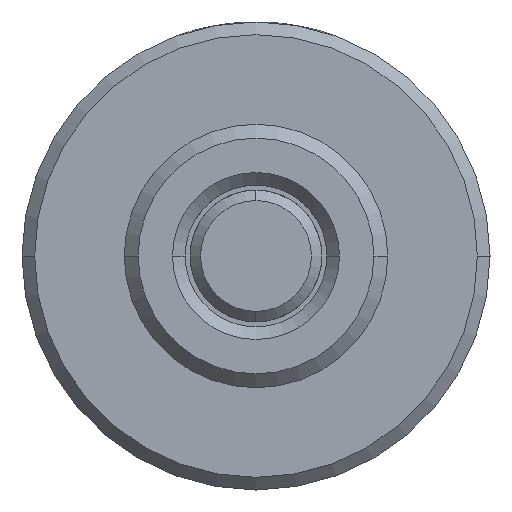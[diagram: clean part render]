
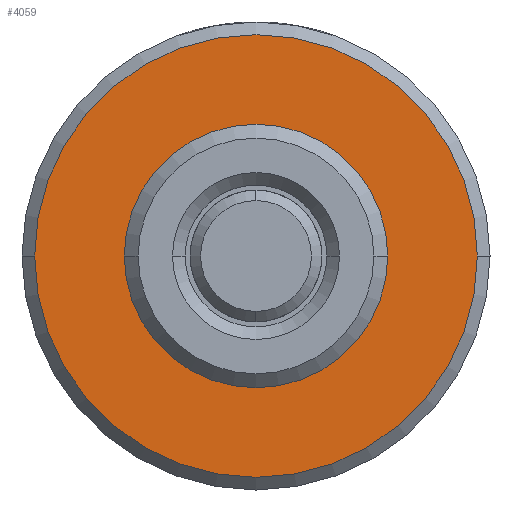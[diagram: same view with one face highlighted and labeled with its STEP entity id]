
A CAD part, left-side view. The second image highlights one B-rep face of the part: STEP entity #4059.
In plain terms, the highlighted planar face has unit normal (-1, 0, 0).
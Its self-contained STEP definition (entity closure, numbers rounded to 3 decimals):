
#202 = VERTEX_POINT ( 'NONE', #2887 ) ;
#213 = ORIENTED_EDGE ( 'NONE', *, *, #935, .F. ) ;
#276 = CARTESIAN_POINT ( 'NONE',  ( 12.7, 0., 0. ) ) ;
#327 = VERTEX_POINT ( 'NONE', #4561 ) ;
#404 = CIRCLE ( 'NONE', #4460, 13.335 ) ;
#718 = FACE_OUTER_BOUND ( 'NONE', #3589, .T. ) ;
#842 = AXIS2_PLACEMENT_3D ( 'NONE', #4948, #4590, #4162 ) ;
#892 = CARTESIAN_POINT ( 'NONE',  ( 12.7, 0., 0. ) ) ;
#935 = EDGE_CURVE ( 'NONE', #202, #327, #1530, .T. ) ;
#1131 = CARTESIAN_POINT ( 'NONE',  ( 12.7, 0., 0. ) ) ;
#1234 = CARTESIAN_POINT ( 'NONE',  ( 12.7, 0., -7.906 ) ) ;
#1370 = CARTESIAN_POINT ( 'NONE',  ( 12.7, 0., 7.906 ) ) ;
#1407 = VERTEX_POINT ( 'NONE', #1234 ) ;
#1464 = DIRECTION ( 'NONE',  ( 0., 0., -1. ) ) ;
#1530 = CIRCLE ( 'NONE', #842, 13.335 ) ;
#1559 = CARTESIAN_POINT ( 'NONE',  ( 12.7, 0., 0. ) ) ;
#1621 = AXIS2_PLACEMENT_3D ( 'NONE', #1559, #2376, #1934 ) ;
#1893 = DIRECTION ( 'NONE',  ( 1., 0., 0. ) ) ;
#1934 = DIRECTION ( 'NONE',  ( 0., 0., -1. ) ) ;
#1989 = CIRCLE ( 'NONE', #2520, 7.906 ) ;
#2015 = EDGE_LOOP ( 'NONE', ( #2351, #3468 ) ) ;
#2064 = VERTEX_POINT ( 'NONE', #1370 ) ;
#2162 = AXIS2_PLACEMENT_3D ( 'NONE', #1131, #5295, #3654 ) ;
#2208 = ORIENTED_EDGE ( 'NONE', *, *, #2970, .F. ) ;
#2316 = EDGE_CURVE ( 'NONE', #1407, #2064, #2689, .T. ) ;
#2351 = ORIENTED_EDGE ( 'NONE', *, *, #2316, .T. ) ;
#2376 = DIRECTION ( 'NONE',  ( 1., 0., 0. ) ) ;
#2520 = AXIS2_PLACEMENT_3D ( 'NONE', #892, #4154, #2955 ) ;
#2539 = EDGE_CURVE ( 'NONE', #2064, #1407, #1989, .T. ) ;
#2689 = CIRCLE ( 'NONE', #2162, 7.906 ) ;
#2760 = PLANE ( 'NONE',  #1621 ) ;
#2887 = CARTESIAN_POINT ( 'NONE',  ( 12.7, 0., 13.335 ) ) ;
#2955 = DIRECTION ( 'NONE',  ( 0., 0., -1. ) ) ;
#2970 = EDGE_CURVE ( 'NONE', #327, #202, #404, .T. ) ;
#3468 = ORIENTED_EDGE ( 'NONE', *, *, #2539, .T. ) ;
#3589 = EDGE_LOOP ( 'NONE', ( #213, #2208 ) ) ;
#3654 = DIRECTION ( 'NONE',  ( 0., 0., -1. ) ) ;
#4059 = ADVANCED_FACE ( 'NONE', ( #718, #4429 ), #2760, .F. ) ;
#4154 = DIRECTION ( 'NONE',  ( 1., 0., 0. ) ) ;
#4162 = DIRECTION ( 'NONE',  ( 0., 0., -1. ) ) ;
#4429 = FACE_BOUND ( 'NONE', #2015, .T. ) ;
#4460 = AXIS2_PLACEMENT_3D ( 'NONE', #276, #1893, #1464 ) ;
#4561 = CARTESIAN_POINT ( 'NONE',  ( 12.7, 0., -13.335 ) ) ;
#4590 = DIRECTION ( 'NONE',  ( 1., 0., 0. ) ) ;
#4948 = CARTESIAN_POINT ( 'NONE',  ( 12.7, 0., 0. ) ) ;
#5295 = DIRECTION ( 'NONE',  ( 1., 0., 0. ) ) ;
